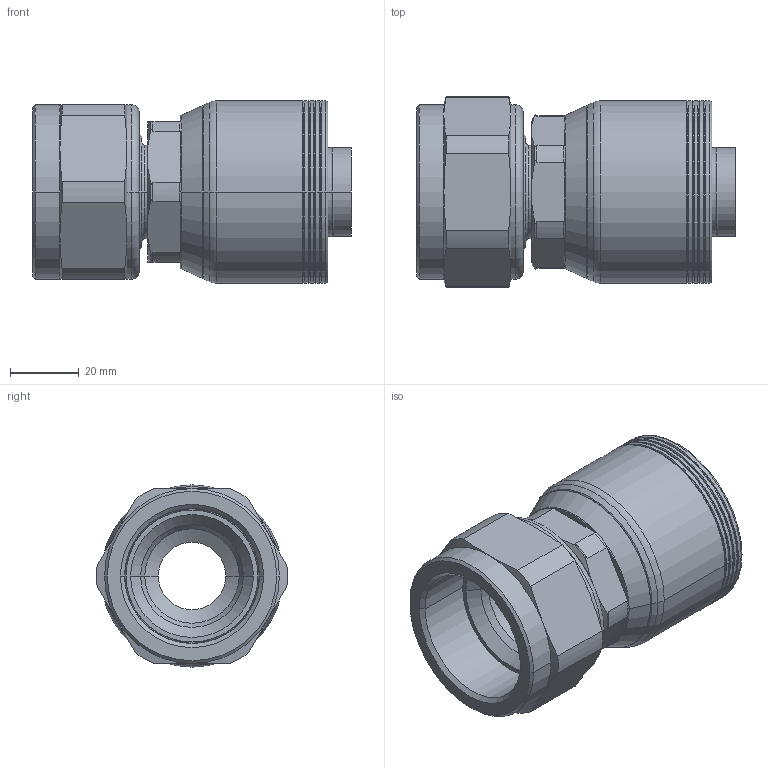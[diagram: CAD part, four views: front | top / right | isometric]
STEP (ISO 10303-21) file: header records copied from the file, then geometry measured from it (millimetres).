
FILE_DESCRIPTION((''),'2;1');
FILE_NAME('4SA20FJ16','2018-04-04T',('E5251691'),('Eaton Hydraulics Inc.'),'PRO/ENGINEER BY PARAMETRIC TECHNOLOGY CORPORATION, 2010280','PRO/ENGINEER BY PARAMETRIC TECHNOLOGY CORPORATION, 2010280','');
FILE_SCHEMA(('CONFIG_CONTROL_DESIGN'));
Length unit declared in the file: inch
Products named in the file (5): 1F40463-2016; FF91157-16_AF0; 4S16_HEX_CRIMP; 1290-20; 4SA20FJ16
Assembly tree (4 placements, depth 2):
  4SA20FJ16
    1F40463-2016
    FF91157-16_AF0
    4S16_HEX_CRIMP
    1290-20
Bounding box: 92.58 x 55.43 x 52.93 mm (x, y, z)
Volume: 74263 mm3; surface area: 42257.6 mm2
Topology: 4 solids, 4 shells, 193 faces, 436 edges, 258 vertices
Faces by surface type: cone 64, cylinder 58, torus 38, plane 33
Entity records: 5855 total; most frequent: CARTESIAN_POINT 1364, DIRECTION 1004, ORIENTED_EDGE 872, AXIS2_PLACEMENT_3D 438, EDGE_CURVE 436, VERTEX_POINT 258, CIRCLE 236, EDGE_LOOP 208
